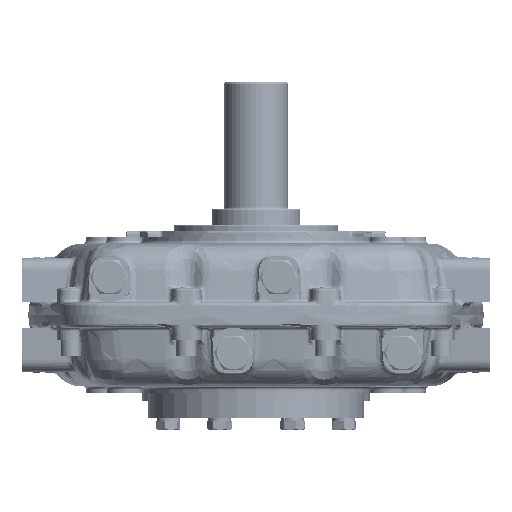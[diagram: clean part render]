
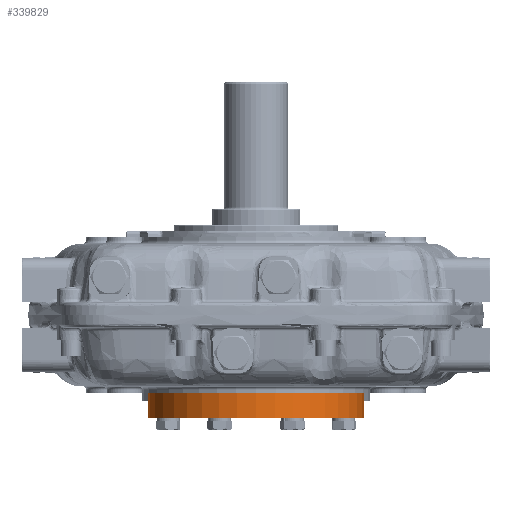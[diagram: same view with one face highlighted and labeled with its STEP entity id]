
A CAD part, front view. The second image highlights one B-rep face of the part: STEP entity #339829.
In plain terms, the highlighted cylindrical face has radius 85 mm (diameter 170 mm), a partial arc.
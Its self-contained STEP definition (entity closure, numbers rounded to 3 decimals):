
#48464 = CARTESIAN_POINT ( 'NONE',  ( 0., 0., 12. ) ) ;
#48508 = FACE_OUTER_BOUND ( 'NONE', #339834, .T. ) ;
#48511 = DIRECTION ( 'NONE',  ( 0., 0., -1. ) ) ;
#48514 = VECTOR ( 'NONE', #48511, 1000. ) ;
#48517 = CARTESIAN_POINT ( 'NONE',  ( -85., 0., 12. ) ) ;
#48519 = LINE ( 'NONE', #48517, #48514 ) ;
#48607 = DIRECTION ( 'NONE',  ( -1., 0., 0. ) ) ;
#48609 = DIRECTION ( 'NONE',  ( 0., 0., -1. ) ) ;
#48611 = AXIS2_PLACEMENT_3D ( 'NONE', #48464, #48609, #48607 ) ;
#48613 = CYLINDRICAL_SURFACE ( 'NONE', #48611, 85. ) ;
#48966 = DIRECTION ( 'NONE',  ( 1., 0., 0. ) ) ;
#48968 = DIRECTION ( 'NONE',  ( 0., 0., -1. ) ) ;
#48971 = CARTESIAN_POINT ( 'NONE',  ( 0., 0., -21. ) ) ;
#48974 = AXIS2_PLACEMENT_3D ( 'NONE', #48971, #48968, #48966 ) ;
#48977 = CIRCLE ( 'NONE', #48974, 85. ) ;
#48984 = DIRECTION ( 'NONE',  ( 1., 0., 0. ) ) ;
#48987 = DIRECTION ( 'NONE',  ( 0., 0., 1. ) ) ;
#48989 = AXIS2_PLACEMENT_3D ( 'NONE', #49005, #48987, #48984 ) ;
#48991 = CIRCLE ( 'NONE', #48989, 85. ) ;
#49005 = CARTESIAN_POINT ( 'NONE',  ( 0., 0., -1. ) ) ;
#49090 = LINE ( 'NONE', #49229, #49225 ) ;
#49114 = CARTESIAN_POINT ( 'NONE',  ( -85., 0., -1. ) ) ;
#49116 = CARTESIAN_POINT ( 'NONE',  ( 85., 0., -1. ) ) ;
#49220 = CARTESIAN_POINT ( 'NONE',  ( 85., 0., -21. ) ) ;
#49223 = DIRECTION ( 'NONE',  ( 0., 0., -1. ) ) ;
#49225 = VECTOR ( 'NONE', #49223, 1000. ) ;
#49229 = CARTESIAN_POINT ( 'NONE',  ( 85., 0., 12. ) ) ;
#49298 = CARTESIAN_POINT ( 'NONE',  ( -85., 0., -21. ) ) ;
#339823 = EDGE_CURVE ( 'NONE', #340019, #340057, #48519, .T. ) ;
#339829 = ADVANCED_FACE ( 'NONE', ( #48508 ), #48613, .T. ) ;
#339834 = EDGE_LOOP ( 'NONE', ( #339842, #339847, #339952, #339958 ) ) ;
#339842 = ORIENTED_EDGE ( 'NONE', *, *, #340033, .F. ) ;
#339847 = ORIENTED_EDGE ( 'NONE', *, *, #339947, .F. ) ;
#339947 = EDGE_CURVE ( 'NONE', #340019, #340013, #48991, .T. ) ;
#339952 = ORIENTED_EDGE ( 'NONE', *, *, #339823, .T. ) ;
#339958 = ORIENTED_EDGE ( 'NONE', *, *, #339959, .F. ) ;
#339959 = EDGE_CURVE ( 'NONE', #340038, #340057, #48977, .T. ) ;
#340013 = VERTEX_POINT ( 'NONE', #49116 ) ;
#340019 = VERTEX_POINT ( 'NONE', #49114 ) ;
#340033 = EDGE_CURVE ( 'NONE', #340013, #340038, #49090, .T. ) ;
#340038 = VERTEX_POINT ( 'NONE', #49220 ) ;
#340057 = VERTEX_POINT ( 'NONE', #49298 ) ;
